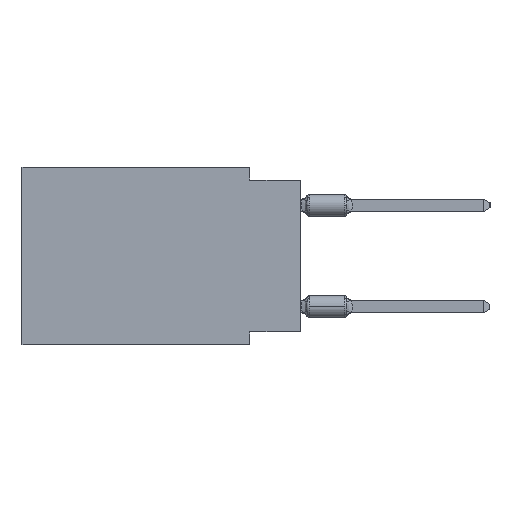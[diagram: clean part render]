
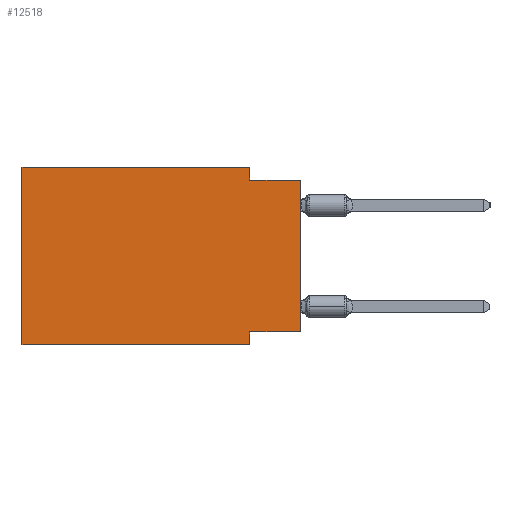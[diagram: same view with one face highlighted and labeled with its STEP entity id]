
A CAD part, left-side view. The second image highlights one B-rep face of the part: STEP entity #12518.
In plain terms, the highlighted planar face has unit normal (-1, 0, 0).
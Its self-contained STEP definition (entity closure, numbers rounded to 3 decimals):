
#1088 = ORIENTED_EDGE ( 'NONE', *, *, #13587, .F. ) ;
#1270 = DIRECTION ( 'NONE',  ( 0., 0., 1. ) ) ;
#1689 = ORIENTED_EDGE ( 'NONE', *, *, #38239, .F. ) ;
#4602 = EDGE_CURVE ( 'NONE', #44697, #14746, #50840, .T. ) ;
#5030 = VERTEX_POINT ( 'NONE', #60029 ) ;
#5402 = CARTESIAN_POINT ( 'NONE',  ( 0., 0., -8.255 ) ) ;
#5499 = ORIENTED_EDGE ( 'NONE', *, *, #32035, .T. ) ;
#5598 = LINE ( 'NONE', #29942, #31218 ) ;
#6672 = CARTESIAN_POINT ( 'NONE',  ( 0., 2.54, -8.255 ) ) ;
#8268 = AXIS2_PLACEMENT_3D ( 'NONE', #15402, #48378, #14782 ) ;
#8576 = DIRECTION ( 'NONE',  ( 0., 0., -1. ) ) ;
#9697 = CARTESIAN_POINT ( 'NONE',  ( 0., 2.54, -0.635 ) ) ;
#9966 = VECTOR ( 'NONE', #41600, 1000. ) ;
#11178 = EDGE_CURVE ( 'NONE', #38071, #44697, #26620, .T. ) ;
#12518 = ADVANCED_FACE ( 'NONE', ( #27137 ), #57039, .F. ) ;
#12814 = LINE ( 'NONE', #18064, #20775 ) ;
#13587 = EDGE_CURVE ( 'NONE', #16562, #38071, #36684, .T. ) ;
#14746 = VERTEX_POINT ( 'NONE', #9697 ) ;
#14782 = DIRECTION ( 'NONE',  ( 0., 0., -1. ) ) ;
#15402 = CARTESIAN_POINT ( 'NONE',  ( 0., 13.97, 0. ) ) ;
#15971 = VECTOR ( 'NONE', #8576, 1000. ) ;
#16562 = VERTEX_POINT ( 'NONE', #23651 ) ;
#18064 = CARTESIAN_POINT ( 'NONE',  ( 0., 13.97, -8.89 ) ) ;
#18310 = DIRECTION ( 'NONE',  ( 0., -1., 0. ) ) ;
#19132 = CARTESIAN_POINT ( 'NONE',  ( 0., 2.54, 0. ) ) ;
#20775 = VECTOR ( 'NONE', #36836, 1000. ) ;
#22370 = CARTESIAN_POINT ( 'NONE',  ( 0., 13.97, 0. ) ) ;
#22419 = ORIENTED_EDGE ( 'NONE', *, *, #11178, .F. ) ;
#22788 = LINE ( 'NONE', #56092, #9966 ) ;
#23345 = VECTOR ( 'NONE', #38068, 1000. ) ;
#23651 = CARTESIAN_POINT ( 'NONE',  ( 0., 13.97, -8.89 ) ) ;
#24499 = LINE ( 'NONE', #5402, #23345 ) ;
#25999 = ORIENTED_EDGE ( 'NONE', *, *, #55839, .F. ) ;
#26620 = LINE ( 'NONE', #27238, #57348 ) ;
#27137 = FACE_OUTER_BOUND ( 'NONE', #38646, .T. ) ;
#27238 = CARTESIAN_POINT ( 'NONE',  ( 0., 13.97, 0. ) ) ;
#28560 = VERTEX_POINT ( 'NONE', #53956 ) ;
#29942 = CARTESIAN_POINT ( 'NONE',  ( 0., 0., 0. ) ) ;
#31218 = VECTOR ( 'NONE', #1270, 1000. ) ;
#32035 = EDGE_CURVE ( 'NONE', #28560, #5030, #5598, .T. ) ;
#34052 = EDGE_CURVE ( 'NONE', #39668, #37835, #50402, .T. ) ;
#36684 = LINE ( 'NONE', #41327, #54508 ) ;
#36836 = DIRECTION ( 'NONE',  ( 0., -1., 0. ) ) ;
#37835 = VERTEX_POINT ( 'NONE', #56980 ) ;
#37971 = ORIENTED_EDGE ( 'NONE', *, *, #4602, .F. ) ;
#38068 = DIRECTION ( 'NONE',  ( 0., 1., 0. ) ) ;
#38071 = VERTEX_POINT ( 'NONE', #22370 ) ;
#38239 = EDGE_CURVE ( 'NONE', #28560, #39668, #24499, .T. ) ;
#38646 = EDGE_LOOP ( 'NONE', ( #5499, #25999, #37971, #22419, #1088, #41951, #40855, #1689 ) ) ;
#39668 = VERTEX_POINT ( 'NONE', #6672 ) ;
#40628 = VECTOR ( 'NONE', #54093, 1000. ) ;
#40855 = ORIENTED_EDGE ( 'NONE', *, *, #34052, .F. ) ;
#41327 = CARTESIAN_POINT ( 'NONE',  ( 0., 13.97, 0. ) ) ;
#41600 = DIRECTION ( 'NONE',  ( 0., -1., 0. ) ) ;
#41951 = ORIENTED_EDGE ( 'NONE', *, *, #42242, .T. ) ;
#42242 = EDGE_CURVE ( 'NONE', #16562, #37835, #12814, .T. ) ;
#44697 = VERTEX_POINT ( 'NONE', #19132 ) ;
#48378 = DIRECTION ( 'NONE',  ( 1., 0., 0. ) ) ;
#50402 = LINE ( 'NONE', #55337, #40628 ) ;
#50840 = LINE ( 'NONE', #51460, #15971 ) ;
#51460 = CARTESIAN_POINT ( 'NONE',  ( 0., 2.54, 0. ) ) ;
#53956 = CARTESIAN_POINT ( 'NONE',  ( 0., 0., -8.255 ) ) ;
#54093 = DIRECTION ( 'NONE',  ( 0., 0., -1. ) ) ;
#54508 = VECTOR ( 'NONE', #60177, 1000. ) ;
#55337 = CARTESIAN_POINT ( 'NONE',  ( 0., 2.54, -8.89 ) ) ;
#55839 = EDGE_CURVE ( 'NONE', #14746, #5030, #22788, .T. ) ;
#56092 = CARTESIAN_POINT ( 'NONE',  ( 0., 0., -0.635 ) ) ;
#56980 = CARTESIAN_POINT ( 'NONE',  ( 0., 2.54, -8.89 ) ) ;
#57039 = PLANE ( 'NONE',  #8268 ) ;
#57348 = VECTOR ( 'NONE', #18310, 1000. ) ;
#60029 = CARTESIAN_POINT ( 'NONE',  ( 0., 0., -0.635 ) ) ;
#60177 = DIRECTION ( 'NONE',  ( 0., 0., 1. ) ) ;
